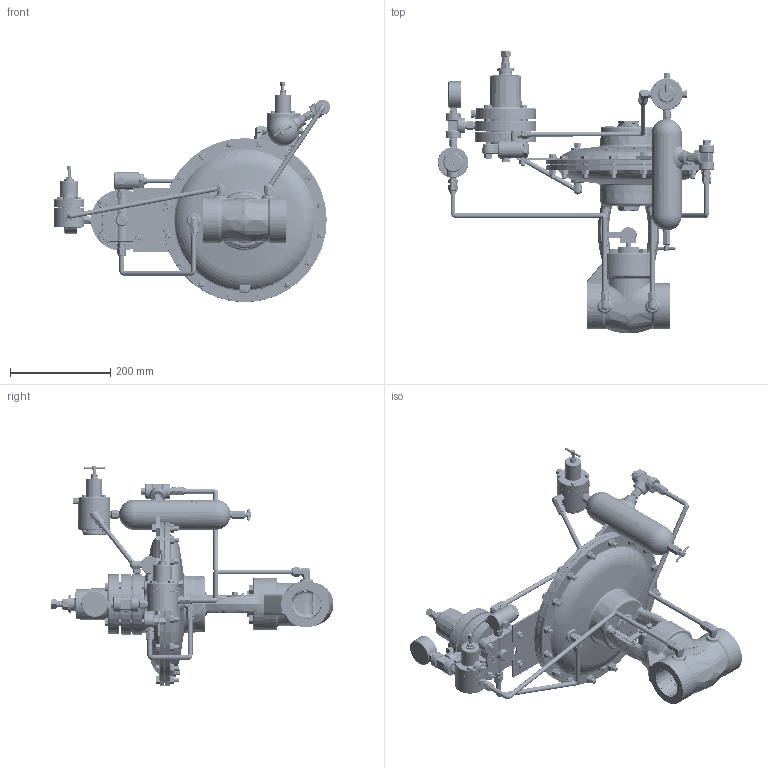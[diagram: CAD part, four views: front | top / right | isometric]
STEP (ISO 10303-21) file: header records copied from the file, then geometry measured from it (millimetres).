
FILE_DESCRIPTION (( 'STEP AP203' ), '1' );
FILE_NAME ('2 INCH HPMV PO 30 HPPR.step', '2014-03-12T15:41:54', ( 'PCTech' ), ( 'Microsoft' ), 'SwSTEP 2.0', 'SolidWorks 2013', '' );
FILE_SCHEMA (( 'CONFIG_CONTROL_DESIGN' ));
Length unit declared in the file: inch
Products named in the file (1): 2 INCH HPMV PO 30 HPPR
Bounding box: 550.72 x 563.57 x 439.32 mm (x, y, z)
Volume: 7808272.3 mm3; surface area: 1203709.4 mm2
Topology: 4 solids, 31 shells, 7444 faces, 18620 edges, 11731 vertices
Faces by surface type: plane 3260, bspline 1294, cone 1272, cylinder 1188, torus 364, sphere 66
Entity records: 330254 total; most frequent: CARTESIAN_POINT 165793, ORIENTED_EDGE 37092, DIRECTION 29532, EDGE_CURVE 18546, VERTEX_POINT 11728, AXIS2_PLACEMENT_3D 10938, EDGE_LOOP 8066, VECTOR 7656
